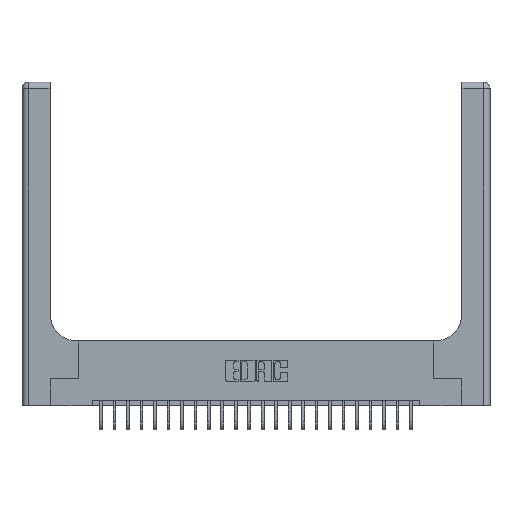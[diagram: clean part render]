
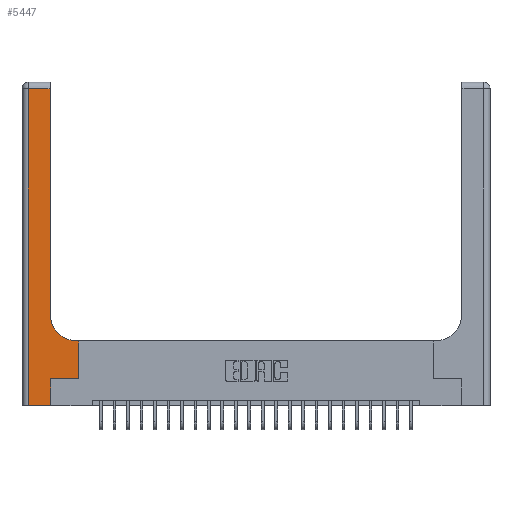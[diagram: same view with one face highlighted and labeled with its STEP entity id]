
A CAD part, top view. The second image highlights one B-rep face of the part: STEP entity #5447.
In plain terms, the highlighted planar face has unit normal (0, 0, 1).
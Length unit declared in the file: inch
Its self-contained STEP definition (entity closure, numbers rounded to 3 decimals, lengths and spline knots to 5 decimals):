
#93 = CARTESIAN_POINT ( 'NONE',  ( 0.06, 3., 0.37 ) ) ;
#329 = FACE_OUTER_BOUND ( 'NONE', #12538, .T. ) ;
#594 = EDGE_CURVE ( 'NONE', #13872, #18377, #24087, .T. ) ;
#716 = CARTESIAN_POINT ( 'NONE',  ( 0.528, 0.6, 0.37 ) ) ;
#1306 = CARTESIAN_POINT ( 'NONE',  ( 0.26, 2.94, 0.37 ) ) ;
#1873 = CARTESIAN_POINT ( 'NONE',  ( 0.265, 0.25, 0.37 ) ) ;
#2086 = DIRECTION ( 'NONE',  ( 0., 1., 0. ) ) ;
#2114 = PLANE ( 'NONE',  #10220 ) ;
#2526 = DIRECTION ( 'NONE',  ( 0., 1., 0. ) ) ;
#2750 = VERTEX_POINT ( 'NONE', #22266 ) ;
#2798 = VERTEX_POINT ( 'NONE', #20315 ) ;
#2801 = LINE ( 'NONE', #14922, #20991 ) ;
#3680 = LINE ( 'NONE', #5861, #4047 ) ;
#3869 = CARTESIAN_POINT ( 'NONE',  ( 0.26, 0.6, 0.37 ) ) ;
#4047 = VECTOR ( 'NONE', #24989, 39.37008 ) ;
#4322 = DIRECTION ( 'NONE',  ( 0., -1., 0. ) ) ;
#4580 = LINE ( 'NONE', #17883, #23643 ) ;
#4589 = ORIENTED_EDGE ( 'NONE', *, *, #14878, .T. ) ;
#5341 = DIRECTION ( 'NONE',  ( 0., 0., -1. ) ) ;
#5447 = ADVANCED_FACE ( 'NONE', ( #329 ), #2114, .F. ) ;
#5458 = VERTEX_POINT ( 'NONE', #17853 ) ;
#5783 = VECTOR ( 'NONE', #4322, 39.37008 ) ;
#5861 = CARTESIAN_POINT ( 'NONE',  ( 0.26, 3., 0.37 ) ) ;
#6005 = CARTESIAN_POINT ( 'NONE',  ( 0.265, 0.25, 0.37 ) ) ;
#6227 = VERTEX_POINT ( 'NONE', #716 ) ;
#6463 = CIRCLE ( 'NONE', #25482, 0.25 ) ;
#6955 = ORIENTED_EDGE ( 'NONE', *, *, #11655, .T. ) ;
#7156 = DIRECTION ( 'NONE',  ( 1., 0., 0. ) ) ;
#7686 = VERTEX_POINT ( 'NONE', #19520 ) ;
#7796 = DIRECTION ( 'NONE',  ( 0., 0., -1. ) ) ;
#8155 = VECTOR ( 'NONE', #11287, 39.37008 ) ;
#8190 = LINE ( 'NONE', #93, #5783 ) ;
#9051 = EDGE_CURVE ( 'NONE', #18377, #5458, #8190, .T. ) ;
#9408 = LINE ( 'NONE', #3869, #22733 ) ;
#10056 = EDGE_CURVE ( 'NONE', #5458, #2750, #2801, .T. ) ;
#10220 = AXIS2_PLACEMENT_3D ( 'NONE', #15909, #7796, #13998 ) ;
#11287 = DIRECTION ( 'NONE',  ( 1., 0., 0. ) ) ;
#11655 = EDGE_CURVE ( 'NONE', #7686, #6227, #4580, .T. ) ;
#11747 = ORIENTED_EDGE ( 'NONE', *, *, #9051, .T. ) ;
#12347 = ORIENTED_EDGE ( 'NONE', *, *, #22723, .T. ) ;
#12424 = ORIENTED_EDGE ( 'NONE', *, *, #21096, .T. ) ;
#12538 = EDGE_LOOP ( 'NONE', ( #14408, #14737, #11747, #18741, #12347, #4589, #6955, #13254, #12424 ) ) ;
#13082 = VECTOR ( 'NONE', #16455, 39.37008 ) ;
#13254 = ORIENTED_EDGE ( 'NONE', *, *, #19195, .T. ) ;
#13872 = VERTEX_POINT ( 'NONE', #1306 ) ;
#13998 = DIRECTION ( 'NONE',  ( -1., 0., 0. ) ) ;
#14041 = CARTESIAN_POINT ( 'NONE',  ( 0.06, 2.94, 0.37 ) ) ;
#14334 = CARTESIAN_POINT ( 'NONE',  ( 0.265, 0., 0.37 ) ) ;
#14408 = ORIENTED_EDGE ( 'NONE', *, *, #14894, .T. ) ;
#14656 = CARTESIAN_POINT ( 'NONE',  ( 0., 2.94, 0.37 ) ) ;
#14737 = ORIENTED_EDGE ( 'NONE', *, *, #594, .T. ) ;
#14878 = EDGE_CURVE ( 'NONE', #17137, #7686, #21363, .T. ) ;
#14894 = EDGE_CURVE ( 'NONE', #2798, #13872, #3680, .T. ) ;
#14922 = CARTESIAN_POINT ( 'NONE',  ( 0., 0., 0.37 ) ) ;
#15306 = CARTESIAN_POINT ( 'NONE',  ( 0.51, 0.85, 0.37 ) ) ;
#15909 = CARTESIAN_POINT ( 'NONE',  ( 0., 3., 0.37 ) ) ;
#16455 = DIRECTION ( 'NONE',  ( -1., 0., 0. ) ) ;
#16980 = VERTEX_POINT ( 'NONE', #24753 ) ;
#17137 = VERTEX_POINT ( 'NONE', #6005 ) ;
#17853 = CARTESIAN_POINT ( 'NONE',  ( 0.06, 0., 0.37 ) ) ;
#17883 = CARTESIAN_POINT ( 'NONE',  ( 0.528, 0.25, 0.37 ) ) ;
#18377 = VERTEX_POINT ( 'NONE', #14041 ) ;
#18741 = ORIENTED_EDGE ( 'NONE', *, *, #10056, .T. ) ;
#18974 = DIRECTION ( 'NONE',  ( -1., 0., 0. ) ) ;
#19195 = EDGE_CURVE ( 'NONE', #6227, #16980, #9408, .T. ) ;
#19328 = VECTOR ( 'NONE', #2086, 39.37008 ) ;
#19520 = CARTESIAN_POINT ( 'NONE',  ( 0.528, 0.25, 0.37 ) ) ;
#20315 = CARTESIAN_POINT ( 'NONE',  ( 0.26, 0.85, 0.37 ) ) ;
#20991 = VECTOR ( 'NONE', #24369, 39.37008 ) ;
#21096 = EDGE_CURVE ( 'NONE', #16980, #2798, #6463, .T. ) ;
#21363 = LINE ( 'NONE', #1873, #8155 ) ;
#22266 = CARTESIAN_POINT ( 'NONE',  ( 0.265, 0., 0.37 ) ) ;
#22723 = EDGE_CURVE ( 'NONE', #2750, #17137, #24275, .T. ) ;
#22733 = VECTOR ( 'NONE', #18974, 39.37008 ) ;
#23643 = VECTOR ( 'NONE', #2526, 39.37008 ) ;
#24087 = LINE ( 'NONE', #14656, #13082 ) ;
#24275 = LINE ( 'NONE', #14334, #19328 ) ;
#24369 = DIRECTION ( 'NONE',  ( 1., 0., 0. ) ) ;
#24753 = CARTESIAN_POINT ( 'NONE',  ( 0.51, 0.6, 0.37 ) ) ;
#24989 = DIRECTION ( 'NONE',  ( 0., 1., 0. ) ) ;
#25482 = AXIS2_PLACEMENT_3D ( 'NONE', #15306, #5341, #7156 ) ;
